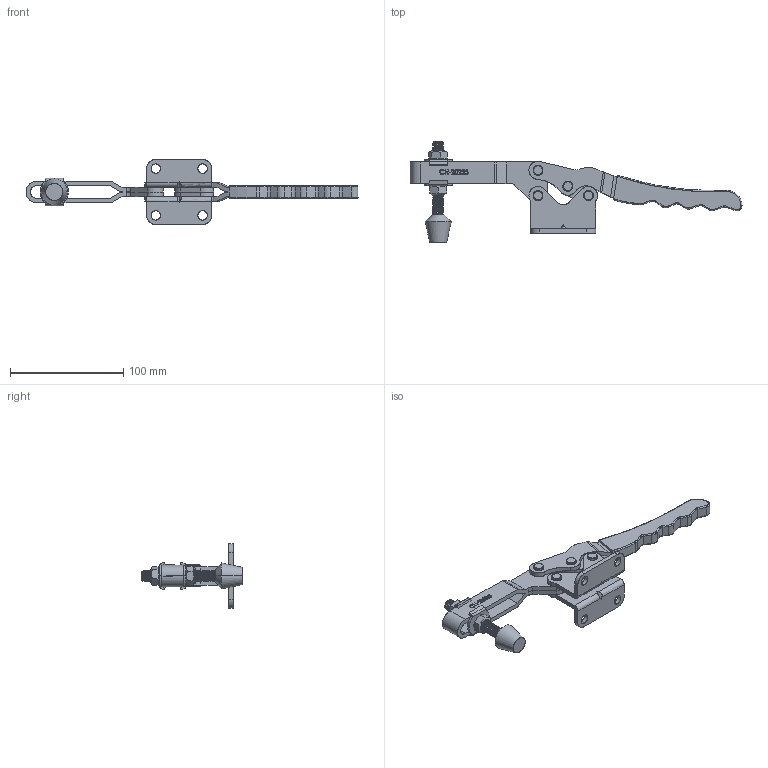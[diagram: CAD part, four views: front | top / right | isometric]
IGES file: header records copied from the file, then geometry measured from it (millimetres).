
Start section: SolidWorks IGES file using analytic representation for surfaces
Global section: file name: GP-1235-U.IGS; native system: SolidWorks 2019; preprocessor: SolidWorks 2019; author: Engenharia; date: 210208.174654; units: millimetre
Bounding box: 293.13 x 89 x 57.2 mm (x, y, z)
Surface area: 54617.9 mm2 (no closed solid volume)
Topology: 0 solids, 0 shells, 818 faces, 13179 edges, 13175 vertices
Faces by surface type: bspline 491, revolution 327
